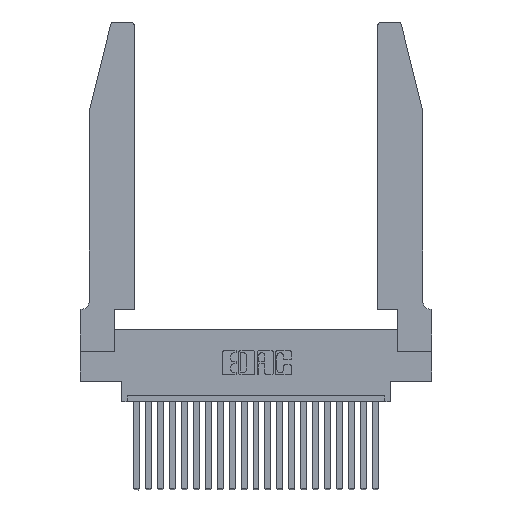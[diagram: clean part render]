
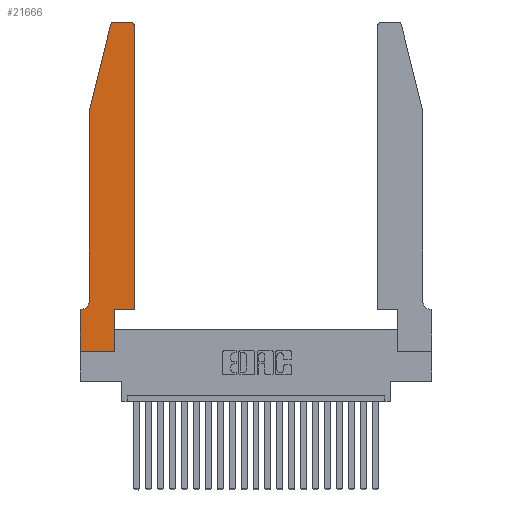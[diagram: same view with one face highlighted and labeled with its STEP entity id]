
A CAD part, top view. The second image highlights one B-rep face of the part: STEP entity #21666.
In plain terms, the highlighted planar face has unit normal (0, 0, 1).
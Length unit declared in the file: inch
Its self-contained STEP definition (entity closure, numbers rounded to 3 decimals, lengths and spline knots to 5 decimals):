
#287 = CARTESIAN_POINT ( 'NONE',  ( 0.0055, 0.42, 0.37 ) ) ;
#1470 = VERTEX_POINT ( 'NONE', #6578 ) ;
#1475 = LINE ( 'NONE', #2824, #19479 ) ;
#1624 = AXIS2_PLACEMENT_3D ( 'NONE', #16115, #3418, #5454 ) ;
#2210 = EDGE_CURVE ( 'NONE', #20568, #21890, #13880, .T. ) ;
#2330 = DIRECTION ( 'NONE',  ( 0., -1., 0. ) ) ;
#2385 = CARTESIAN_POINT ( 'NONE',  ( 0.0755, 2., 0.37 ) ) ;
#2720 = VECTOR ( 'NONE', #18764, 39.37008 ) ;
#2824 = CARTESIAN_POINT ( 'NONE',  ( 0.2605, 2.75, 0.37 ) ) ;
#3076 = VERTEX_POINT ( 'NONE', #2385 ) ;
#3078 = DIRECTION ( 'NONE',  ( 1., 0., 0. ) ) ;
#3382 = CARTESIAN_POINT ( 'NONE',  ( 0., 0., 0.37 ) ) ;
#3418 = DIRECTION ( 'NONE',  ( 0., 0., 1. ) ) ;
#4269 = CARTESIAN_POINT ( 'NONE',  ( 0.4505, 0.35, 0.37 ) ) ;
#4342 = LINE ( 'NONE', #21164, #15078 ) ;
#4669 = AXIS2_PLACEMENT_3D ( 'NONE', #13082, #7623, #7536 ) ;
#4911 = EDGE_CURVE ( 'NONE', #1470, #11148, #7500, .T. ) ;
#5454 = DIRECTION ( 'NONE',  ( 1., 0., 0. ) ) ;
#5484 = CARTESIAN_POINT ( 'NONE',  ( 0., 0.35, 0.37 ) ) ;
#5677 = ORIENTED_EDGE ( 'NONE', *, *, #11286, .T. ) ;
#5870 = VERTEX_POINT ( 'NONE', #6045 ) ;
#5909 = VERTEX_POINT ( 'NONE', #13315 ) ;
#6045 = CARTESIAN_POINT ( 'NONE',  ( 0.4505, 2.72, 0.37 ) ) ;
#6312 = AXIS2_PLACEMENT_3D ( 'NONE', #19501, #19574, #3078 ) ;
#6578 = CARTESIAN_POINT ( 'NONE',  ( 0.0055, 0.35, 0.37 ) ) ;
#6794 = CARTESIAN_POINT ( 'NONE',  ( 0.2865, 0.35, 0.37 ) ) ;
#6946 = VECTOR ( 'NONE', #15169, 39.37008 ) ;
#7096 = EDGE_CURVE ( 'NONE', #5909, #12083, #8962, .T. ) ;
#7210 = CARTESIAN_POINT ( 'NONE',  ( 0.0755, 0.42, 0.37 ) ) ;
#7222 = CARTESIAN_POINT ( 'NONE',  ( 0.284, 2.75, 0.37 ) ) ;
#7500 = LINE ( 'NONE', #20747, #2720 ) ;
#7536 = DIRECTION ( 'NONE',  ( 1., 0., 0. ) ) ;
#7623 = DIRECTION ( 'NONE',  ( 0., 0., 1. ) ) ;
#7868 = DIRECTION ( 'NONE',  ( 0., 0., -1. ) ) ;
#8315 = VECTOR ( 'NONE', #19014, 39.37008 ) ;
#8962 = LINE ( 'NONE', #14160, #9252 ) ;
#8974 = VERTEX_POINT ( 'NONE', #19895 ) ;
#9024 = EDGE_CURVE ( 'NONE', #11238, #5870, #17353, .T. ) ;
#9044 = ORIENTED_EDGE ( 'NONE', *, *, #7096, .T. ) ;
#9252 = VECTOR ( 'NONE', #17891, 39.37008 ) ;
#9270 = EDGE_CURVE ( 'NONE', #12083, #21376, #16771, .T. ) ;
#9340 = ORIENTED_EDGE ( 'NONE', *, *, #9024, .T. ) ;
#9436 = CIRCLE ( 'NONE', #20625, 0.07 ) ;
#9900 = ORIENTED_EDGE ( 'NONE', *, *, #21402, .T. ) ;
#10070 = LINE ( 'NONE', #13146, #15132 ) ;
#10242 = CARTESIAN_POINT ( 'NONE',  ( 0.25487, 2.72718, 0.37 ) ) ;
#11148 = VERTEX_POINT ( 'NONE', #5484 ) ;
#11238 = VERTEX_POINT ( 'NONE', #20910 ) ;
#11286 = EDGE_CURVE ( 'NONE', #5870, #8974, #21161, .T. ) ;
#11654 = DIRECTION ( 'NONE',  ( -1., 0., 0. ) ) ;
#11701 = ORIENTED_EDGE ( 'NONE', *, *, #13874, .T. ) ;
#11809 = ORIENTED_EDGE ( 'NONE', *, *, #19349, .T. ) ;
#11928 = FACE_OUTER_BOUND ( 'NONE', #19690, .T. ) ;
#11983 = VERTEX_POINT ( 'NONE', #7210 ) ;
#12083 = VERTEX_POINT ( 'NONE', #23097 ) ;
#12133 = ORIENTED_EDGE ( 'NONE', *, *, #19805, .T. ) ;
#12191 = ORIENTED_EDGE ( 'NONE', *, *, #9270, .T. ) ;
#12234 = DIRECTION ( 'NONE',  ( 0., -1., 0. ) ) ;
#12293 = VECTOR ( 'NONE', #21741, 39.37008 ) ;
#12300 = DIRECTION ( 'NONE',  ( -0.239, -0.971, 0. ) ) ;
#12488 = ORIENTED_EDGE ( 'NONE', *, *, #4911, .T. ) ;
#13082 = CARTESIAN_POINT ( 'NONE',  ( 0., 0.35, 0.37 ) ) ;
#13146 = CARTESIAN_POINT ( 'NONE',  ( 0.0755, 2., 0.37 ) ) ;
#13315 = CARTESIAN_POINT ( 'NONE',  ( 0., 0., 0.37 ) ) ;
#13660 = CARTESIAN_POINT ( 'NONE',  ( 0.2865, 0.35, 0.37 ) ) ;
#13874 = EDGE_CURVE ( 'NONE', #3076, #11983, #10070, .T. ) ;
#13880 = CIRCLE ( 'NONE', #1624, 0.03 ) ;
#14160 = CARTESIAN_POINT ( 'NONE',  ( 0., 0., 0.37 ) ) ;
#14646 = DIRECTION ( 'NONE',  ( -1., 0., 0. ) ) ;
#15078 = VECTOR ( 'NONE', #12300, 39.37008 ) ;
#15132 = VECTOR ( 'NONE', #2330, 39.37008 ) ;
#15169 = DIRECTION ( 'NONE',  ( 0., 1., 0. ) ) ;
#15448 = CARTESIAN_POINT ( 'NONE',  ( 0.4505, 0.35, 0.37 ) ) ;
#16115 = CARTESIAN_POINT ( 'NONE',  ( 0.284, 2.72, 0.37 ) ) ;
#16146 = LINE ( 'NONE', #3382, #21466 ) ;
#16744 = LINE ( 'NONE', #15448, #8315 ) ;
#16771 = LINE ( 'NONE', #13660, #12293 ) ;
#17353 = LINE ( 'NONE', #4269, #6946 ) ;
#17891 = DIRECTION ( 'NONE',  ( 1., 0., 0. ) ) ;
#18764 = DIRECTION ( 'NONE',  ( -1., 0., 0. ) ) ;
#19014 = DIRECTION ( 'NONE',  ( 1., 0., 0. ) ) ;
#19349 = EDGE_CURVE ( 'NONE', #21890, #3076, #4342, .T. ) ;
#19479 = VECTOR ( 'NONE', #11654, 39.37008 ) ;
#19501 = CARTESIAN_POINT ( 'NONE',  ( 0.4205, 2.72, 0.37 ) ) ;
#19574 = DIRECTION ( 'NONE',  ( 0., 0., 1. ) ) ;
#19595 = EDGE_CURVE ( 'NONE', #11983, #1470, #9436, .T. ) ;
#19616 = ORIENTED_EDGE ( 'NONE', *, *, #19595, .T. ) ;
#19690 = EDGE_LOOP ( 'NONE', ( #22181, #23082, #11809, #11701, #19616, #12488, #9900, #9044, #12191, #12133, #9340, #5677 ) ) ;
#19805 = EDGE_CURVE ( 'NONE', #21376, #11238, #16744, .T. ) ;
#19895 = CARTESIAN_POINT ( 'NONE',  ( 0.4205, 2.75, 0.37 ) ) ;
#20219 = PLANE ( 'NONE',  #4669 ) ;
#20568 = VERTEX_POINT ( 'NONE', #7222 ) ;
#20625 = AXIS2_PLACEMENT_3D ( 'NONE', #287, #7868, #14646 ) ;
#20747 = CARTESIAN_POINT ( 'NONE',  ( 0.0755, 0.35, 0.37 ) ) ;
#20910 = CARTESIAN_POINT ( 'NONE',  ( 0.4505, 0.35, 0.37 ) ) ;
#21161 = CIRCLE ( 'NONE', #6312, 0.03 ) ;
#21164 = CARTESIAN_POINT ( 'NONE',  ( 0.0755, 2., 0.37 ) ) ;
#21376 = VERTEX_POINT ( 'NONE', #6794 ) ;
#21402 = EDGE_CURVE ( 'NONE', #11148, #5909, #16146, .T. ) ;
#21466 = VECTOR ( 'NONE', #12234, 39.37008 ) ;
#21666 = ADVANCED_FACE ( 'NONE', ( #11928 ), #20219, .T. ) ;
#21741 = DIRECTION ( 'NONE',  ( 0., 1., 0. ) ) ;
#21860 = EDGE_CURVE ( 'NONE', #8974, #20568, #1475, .T. ) ;
#21890 = VERTEX_POINT ( 'NONE', #10242 ) ;
#22181 = ORIENTED_EDGE ( 'NONE', *, *, #21860, .T. ) ;
#23082 = ORIENTED_EDGE ( 'NONE', *, *, #2210, .T. ) ;
#23097 = CARTESIAN_POINT ( 'NONE',  ( 0.2865, 0., 0.37 ) ) ;
